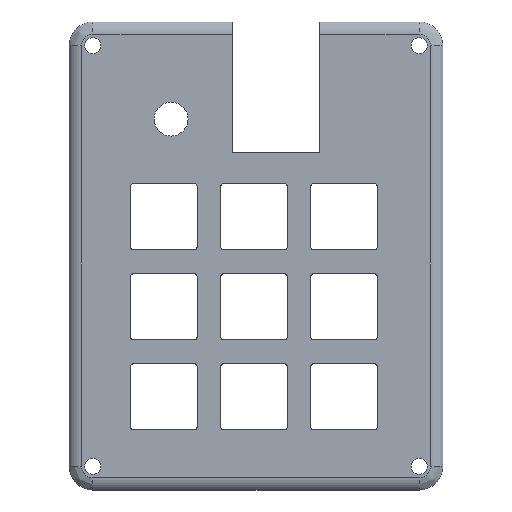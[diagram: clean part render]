
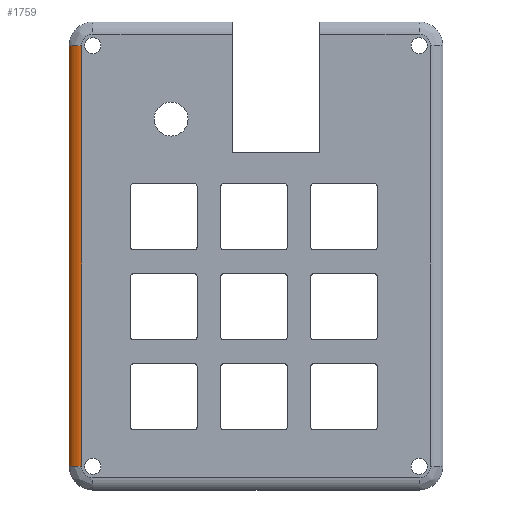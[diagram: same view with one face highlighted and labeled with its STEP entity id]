
A CAD part, top view. The second image highlights one B-rep face of the part: STEP entity #1759.
In plain terms, the highlighted cylindrical face has radius 3 mm (diameter 6 mm), a partial arc.
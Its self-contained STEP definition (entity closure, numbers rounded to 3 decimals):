
#90=FACE_OUTER_BOUND('',#181,.T.);
#181=EDGE_LOOP('',(#1185,#1186,#1187,#1188));
#300=LINE('',#2620,#467);
#301=LINE('',#2621,#468);
#467=VECTOR('',#2069,3.);
#468=VECTOR('',#2070,10.);
#634=CIRCLE('',#1865,3.);
#637=CIRCLE('',#1869,3.);
#736=VERTEX_POINT('',#2611);
#737=VERTEX_POINT('',#2612);
#738=VERTEX_POINT('',#2617);
#739=VERTEX_POINT('',#2618);
#914=EDGE_CURVE('',#736,#737,#634,.T.);
#917=EDGE_CURVE('',#738,#739,#637,.T.);
#918=EDGE_CURVE('',#739,#737,#300,.T.);
#919=EDGE_CURVE('',#738,#736,#301,.T.);
#1185=ORIENTED_EDGE('',*,*,#917,.T.);
#1186=ORIENTED_EDGE('',*,*,#918,.T.);
#1187=ORIENTED_EDGE('',*,*,#914,.F.);
#1188=ORIENTED_EDGE('',*,*,#919,.F.);
#1712=CYLINDRICAL_SURFACE('',#1868,3.);
#1759=ADVANCED_FACE('',(#90),#1712,.T.);
#1865=AXIS2_PLACEMENT_3D('',#2613,#2059,#2060);
#1868=AXIS2_PLACEMENT_3D('',#2616,#2065,#2066);
#1869=AXIS2_PLACEMENT_3D('',#2619,#2067,#2068);
#2059=DIRECTION('center_axis',(0.,1.,0.));
#2060=DIRECTION('ref_axis',(-0.866,0.,0.5));
#2065=DIRECTION('center_axis',(0.,1.,0.));
#2066=DIRECTION('ref_axis',(-0.866,0.,0.5));
#2067=DIRECTION('center_axis',(0.,1.,0.));
#2068=DIRECTION('ref_axis',(-0.866,0.,0.5));
#2069=DIRECTION('',(0.,1.,0.));
#2070=DIRECTION('',(0.,1.,0.));
#2611=CARTESIAN_POINT('',(-10.5,7.62,0.));
#2612=CARTESIAN_POINT('',(-7.902,7.62,1.5));
#2613=CARTESIAN_POINT('Origin',(-7.902,7.62,-1.5));
#2616=CARTESIAN_POINT('Origin',(-7.902,-86.38,-1.5));
#2617=CARTESIAN_POINT('',(-10.5,-81.38,0.));
#2618=CARTESIAN_POINT('',(-7.902,-81.38,1.5));
#2619=CARTESIAN_POINT('Origin',(-7.902,-81.38,-1.5));
#2620=CARTESIAN_POINT('',(-7.902,-86.38,1.5));
#2621=CARTESIAN_POINT('',(-10.5,-86.38,0.));
